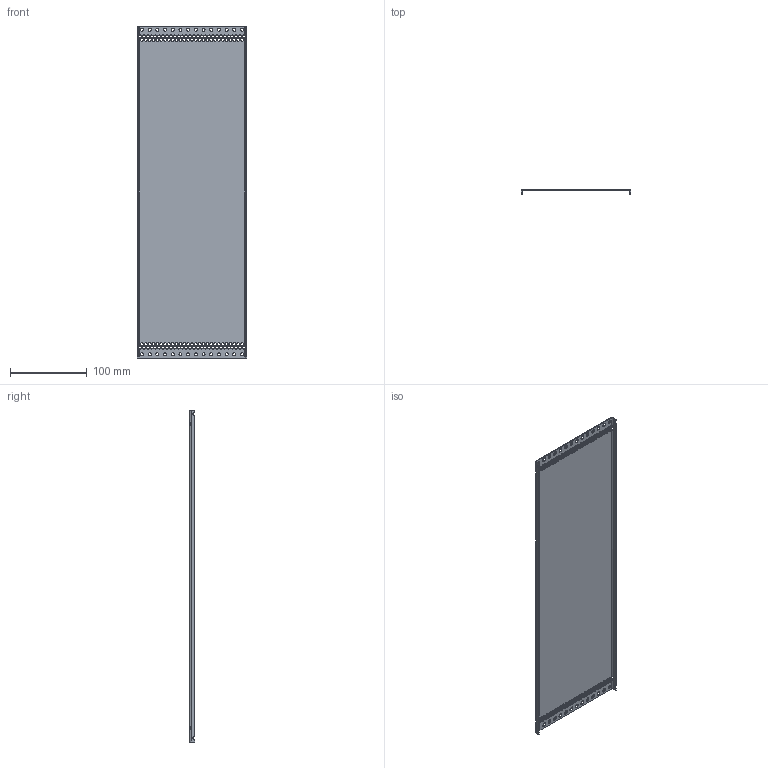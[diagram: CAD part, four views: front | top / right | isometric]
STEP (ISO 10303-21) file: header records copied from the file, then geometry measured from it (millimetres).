
FILE_DESCRIPTION((''),'2;1');
FILE_NAME('226203038015VM-','2014-09-04T',('jkuester'),(''),'PRO/ENGINEER BY PARAMETRIC TECHNOLOGY CORPORATION, 2010160','PRO/ENGINEER BY PARAMETRIC TECHNOLOGY CORPORATION, 2010160','');
FILE_SCHEMA(('AUTOMOTIVE_DESIGN { 1 0 10303 214 1 1 1 1 }'));
Length unit declared in the file: millimetre
Products named in the file (1): 226203038015VM-
Bounding box: 142 x 7 x 431.5 mm (x, y, z)
Volume: 63710.6 mm3; surface area: 130602.7 mm2
Topology: 1 solids, 1 shells, 314 faces, 984 edges, 656 vertices
Faces by surface type: cylinder 248, cone 48, plane 18
Entity records: 12092 total; most frequent: CARTESIAN_POINT 2199, DIRECTION 2164, ORIENTED_EDGE 1968, EDGE_CURVE 984, AXIS2_PLACEMENT_3D 898, VERTEX_POINT 656, CIRCLE 584, EDGE_LOOP 582
